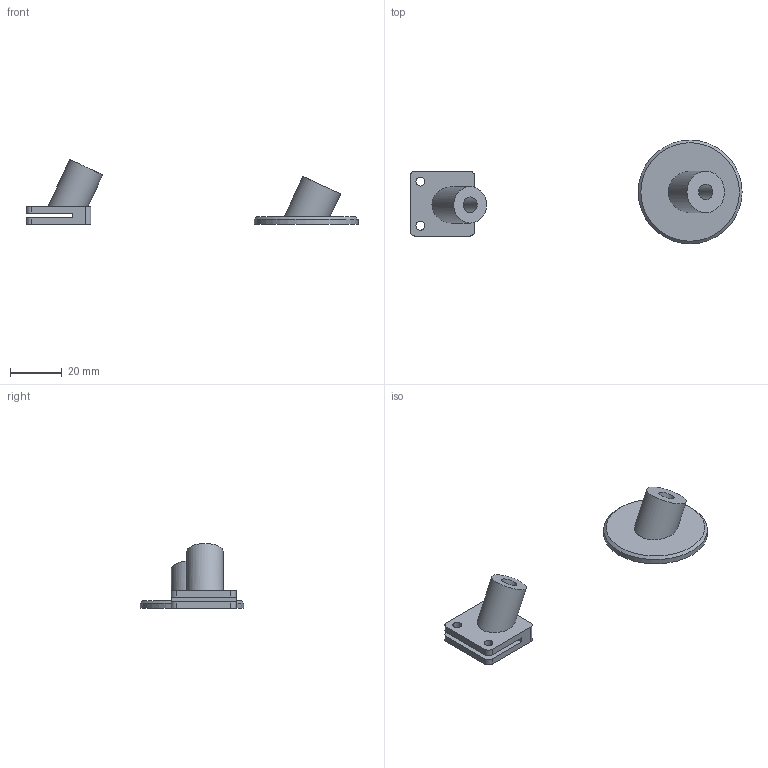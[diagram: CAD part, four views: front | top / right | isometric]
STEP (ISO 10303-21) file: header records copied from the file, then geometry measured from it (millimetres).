
FILE_DESCRIPTION(('HOOPS Exchange Step'),'2;1');
FILE_NAME('temp_export','2024-04-07T13:25:45+02:00',('mobile'),('Shapr3D Limited'),'HOOPS Exchange 2023.2','Shapr3D','Authorized');
FILE_SCHEMA( ('AUTOMOTIVE_DESIGN { 1 0 10303 214 1 1 1 1 }') );
Length unit declared in the file: millimetre
Products named in the file (1): root
Bounding box: 128 x 40 x 25.02 mm (x, y, z)
Volume: 11483.6 mm3; surface area: 7549.5 mm2
Topology: 2 solids, 2 shells, 33 faces, 85 edges, 60 vertices
Faces by surface type: plane 17, cylinder 15, cone 1
Full cylindrical faces by diameter (mm): 3.4 x4, 6.1 x2, 14 x1, 16 x1, 40 x1
Entity records: 1082 total; most frequent: DIRECTION 197, CARTESIAN_POINT 179, ORIENTED_EDGE 170, EDGE_CURVE 85, AXIS2_PLACEMENT_3D 78, VERTEX_POINT 60, EDGE_LOOP 45, FACE_BOUND 45
